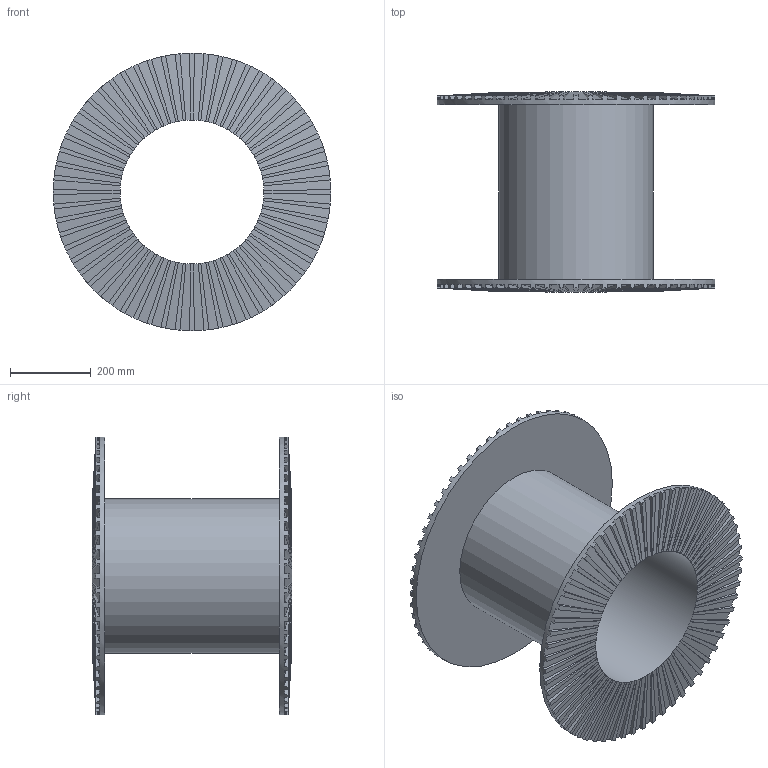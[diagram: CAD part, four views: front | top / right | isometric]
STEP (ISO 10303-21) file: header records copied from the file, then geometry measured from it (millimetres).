
FILE_DESCRIPTION( ( '' ), ' ' );
FILE_NAME( '59f8f17f198fd80f13d068db.step', '2017-10-31T21:56:15', ( '' ), ( '' ), ' ', ' ', ' ' );
FILE_SCHEMA( ( 'AUTOMOTIVE_DESIGN { 1 0 10303 214 1 1 1 1 }' ) );
Length unit declared in the file: metre
Products named in the file (1): Hoist Winch
Bounding box: 685.79 x 493.89 x 685.79 mm (x, y, z)
Volume: 18520653.1 mm3; surface area: 2365634.2 mm2
Topology: 1 solids, 1 shells, 486 faces, 1210 edges, 726 vertices
Faces by surface type: plane 242, cone 240, cylinder 4
Full cylindrical faces by diameter (mm): 355.6 x1, 381 x1, 685.8 x2
Entity records: 18172 total; most frequent: DIRECTION 2662, CARTESIAN_POINT 2415, ORIENTED_EDGE 2408, EDGE_CURVE 1204, AXIS2_PLACEMENT_3D 971, VERTEX_POINT 724, LINE 720, VECTOR 720
